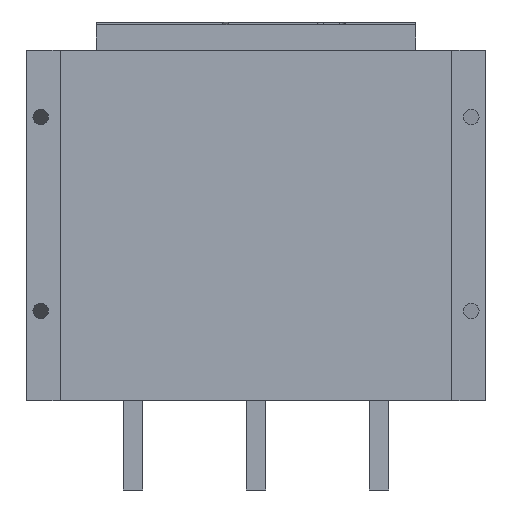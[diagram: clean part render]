
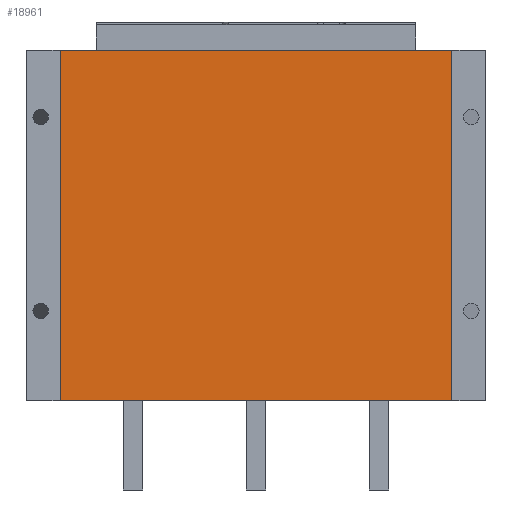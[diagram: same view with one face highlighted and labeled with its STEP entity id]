
A CAD part, front view. The second image highlights one B-rep face of the part: STEP entity #18961.
In plain terms, the highlighted planar face has unit normal (0, -1, 0).
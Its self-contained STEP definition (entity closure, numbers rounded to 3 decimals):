
#12 = DIRECTION ( 'NONE',  ( 0., 0., 1. ) ) ;
#742 = CARTESIAN_POINT ( 'NONE',  ( -151.5, 0., 0. ) ) ;
#900 = DIRECTION ( 'NONE',  ( 1., 0., 0. ) ) ;
#1124 = EDGE_CURVE ( 'NONE', #16592, #10833, #12514, .T. ) ;
#1177 = PLANE ( 'NONE',  #12036 ) ;
#1868 = CARTESIAN_POINT ( 'NONE',  ( -151.5, 0., -271. ) ) ;
#4757 = LINE ( 'NONE', #13725, #14353 ) ;
#5274 = VECTOR ( 'NONE', #900, 1000. ) ;
#5734 = DIRECTION ( 'NONE',  ( 1., 0., 0. ) ) ;
#6372 = EDGE_CURVE ( 'NONE', #16592, #19361, #13797, .T. ) ;
#7198 = ORIENTED_EDGE ( 'NONE', *, *, #9076, .F. ) ;
#8591 = FACE_OUTER_BOUND ( 'NONE', #16482, .T. ) ;
#8812 = EDGE_CURVE ( 'NONE', #19361, #12696, #4757, .T. ) ;
#9076 = EDGE_CURVE ( 'NONE', #10833, #12696, #12835, .T. ) ;
#9914 = CARTESIAN_POINT ( 'NONE',  ( 151.5, 0., 0. ) ) ;
#10833 = VERTEX_POINT ( 'NONE', #742 ) ;
#10834 = CARTESIAN_POINT ( 'NONE',  ( 151.5, 0., -271. ) ) ;
#10985 = CARTESIAN_POINT ( 'NONE',  ( -151.5, 0., -271. ) ) ;
#11035 = VECTOR ( 'NONE', #18537, 1000. ) ;
#12036 = AXIS2_PLACEMENT_3D ( 'NONE', #14783, #16267, #5734 ) ;
#12514 = LINE ( 'NONE', #1868, #11035 ) ;
#12696 = VERTEX_POINT ( 'NONE', #9914 ) ;
#12835 = LINE ( 'NONE', #13218, #5274 ) ;
#13099 = ORIENTED_EDGE ( 'NONE', *, *, #8812, .T. ) ;
#13218 = CARTESIAN_POINT ( 'NONE',  ( 151.5, 0., 0. ) ) ;
#13725 = CARTESIAN_POINT ( 'NONE',  ( 151.5, 0., -271. ) ) ;
#13797 = LINE ( 'NONE', #10834, #14644 ) ;
#14353 = VECTOR ( 'NONE', #12, 1000. ) ;
#14644 = VECTOR ( 'NONE', #17053, 1000. ) ;
#14783 = CARTESIAN_POINT ( 'NONE',  ( 151.5, 0., -271. ) ) ;
#16267 = DIRECTION ( 'NONE',  ( 0., -1., 0. ) ) ;
#16482 = EDGE_LOOP ( 'NONE', ( #7198, #17128, #18803, #13099 ) ) ;
#16592 = VERTEX_POINT ( 'NONE', #10985 ) ;
#17053 = DIRECTION ( 'NONE',  ( 1., 0., 0. ) ) ;
#17128 = ORIENTED_EDGE ( 'NONE', *, *, #1124, .F. ) ;
#18537 = DIRECTION ( 'NONE',  ( 0., 0., 1. ) ) ;
#18803 = ORIENTED_EDGE ( 'NONE', *, *, #6372, .T. ) ;
#18961 = ADVANCED_FACE ( 'NONE', ( #8591 ), #1177, .T. ) ;
#19214 = CARTESIAN_POINT ( 'NONE',  ( 151.5, 0., -271. ) ) ;
#19361 = VERTEX_POINT ( 'NONE', #19214 ) ;
